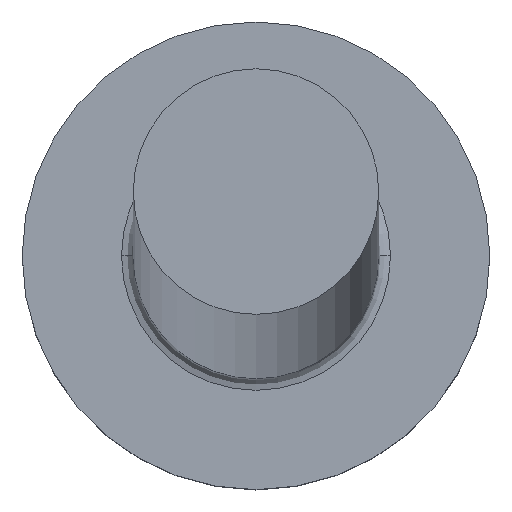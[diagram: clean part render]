
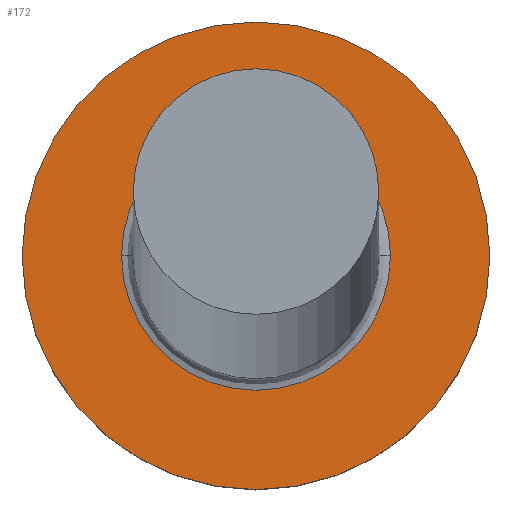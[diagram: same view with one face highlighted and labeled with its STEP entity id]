
A CAD part, top view. The second image highlights one B-rep face of the part: STEP entity #172.
In plain terms, the highlighted planar face has unit normal (0, 0, 1).
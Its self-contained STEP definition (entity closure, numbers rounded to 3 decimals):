
#8 = ORIENTED_EDGE ( 'NONE', *, *, #149, .T. ) ;
#17 = CIRCLE ( 'NONE', #190, 4. ) ;
#25 = CARTESIAN_POINT ( 'NONE',  ( 0., 0., 3. ) ) ;
#27 = DIRECTION ( 'NONE',  ( 0., 0., 1. ) ) ;
#39 = DIRECTION ( 'NONE',  ( 0., 0., 1. ) ) ;
#45 = CARTESIAN_POINT ( 'NONE',  ( 0., 0., 3. ) ) ;
#46 = DIRECTION ( 'NONE',  ( 1., 0., 0. ) ) ;
#56 = VERTEX_POINT ( 'NONE', #112 ) ;
#60 = DIRECTION ( 'NONE',  ( 1., 0., 0. ) ) ;
#65 = AXIS2_PLACEMENT_3D ( 'NONE', #260, #69, #46 ) ;
#68 = CARTESIAN_POINT ( 'NONE',  ( 0., 0., 3. ) ) ;
#69 = DIRECTION ( 'NONE',  ( 0., 0., 1. ) ) ;
#89 = AXIS2_PLACEMENT_3D ( 'NONE', #92, #187, #163 ) ;
#91 = AXIS2_PLACEMENT_3D ( 'NONE', #45, #99, #194 ) ;
#92 = CARTESIAN_POINT ( 'NONE',  ( 0., 0., 3. ) ) ;
#95 = EDGE_CURVE ( 'NONE', #56, #110, #151, .T. ) ;
#99 = DIRECTION ( 'NONE',  ( 0., 0., -1. ) ) ;
#100 = EDGE_CURVE ( 'NONE', #109, #134, #17, .T. ) ;
#109 = VERTEX_POINT ( 'NONE', #230 ) ;
#110 = VERTEX_POINT ( 'NONE', #119 ) ;
#112 = CARTESIAN_POINT ( 'NONE',  ( -2.3, 0., 3. ) ) ;
#119 = CARTESIAN_POINT ( 'NONE',  ( 2.3, 0., 3. ) ) ;
#134 = VERTEX_POINT ( 'NONE', #215 ) ;
#144 = DIRECTION ( 'NONE',  ( 1., 0., 0. ) ) ;
#149 = EDGE_CURVE ( 'NONE', #134, #109, #263, .T. ) ;
#151 = CIRCLE ( 'NONE', #89, 2.3 ) ;
#163 = DIRECTION ( 'NONE',  ( 1., 0., 0. ) ) ;
#171 = FACE_BOUND ( 'NONE', #225, .T. ) ;
#172 = ADVANCED_FACE ( 'NONE', ( #171, #258 ), #241, .T. ) ;
#177 = ORIENTED_EDGE ( 'NONE', *, *, #95, .T. ) ;
#187 = DIRECTION ( 'NONE',  ( 0., 0., -1. ) ) ;
#190 = AXIS2_PLACEMENT_3D ( 'NONE', #68, #39, #60 ) ;
#194 = DIRECTION ( 'NONE',  ( 1., 0., 0. ) ) ;
#204 = ORIENTED_EDGE ( 'NONE', *, *, #276, .T. ) ;
#215 = CARTESIAN_POINT ( 'NONE',  ( -4., 0., 3. ) ) ;
#223 = ORIENTED_EDGE ( 'NONE', *, *, #100, .T. ) ;
#225 = EDGE_LOOP ( 'NONE', ( #204, #177 ) ) ;
#228 = AXIS2_PLACEMENT_3D ( 'NONE', #25, #27, #144 ) ;
#230 = CARTESIAN_POINT ( 'NONE',  ( 4., 0., 3. ) ) ;
#236 = CIRCLE ( 'NONE', #91, 2.3 ) ;
#241 = PLANE ( 'NONE',  #65 ) ;
#256 = EDGE_LOOP ( 'NONE', ( #8, #223 ) ) ;
#258 = FACE_OUTER_BOUND ( 'NONE', #256, .T. ) ;
#260 = CARTESIAN_POINT ( 'NONE',  ( 0., 0., 3. ) ) ;
#263 = CIRCLE ( 'NONE', #228, 4. ) ;
#276 = EDGE_CURVE ( 'NONE', #110, #56, #236, .T. ) ;
